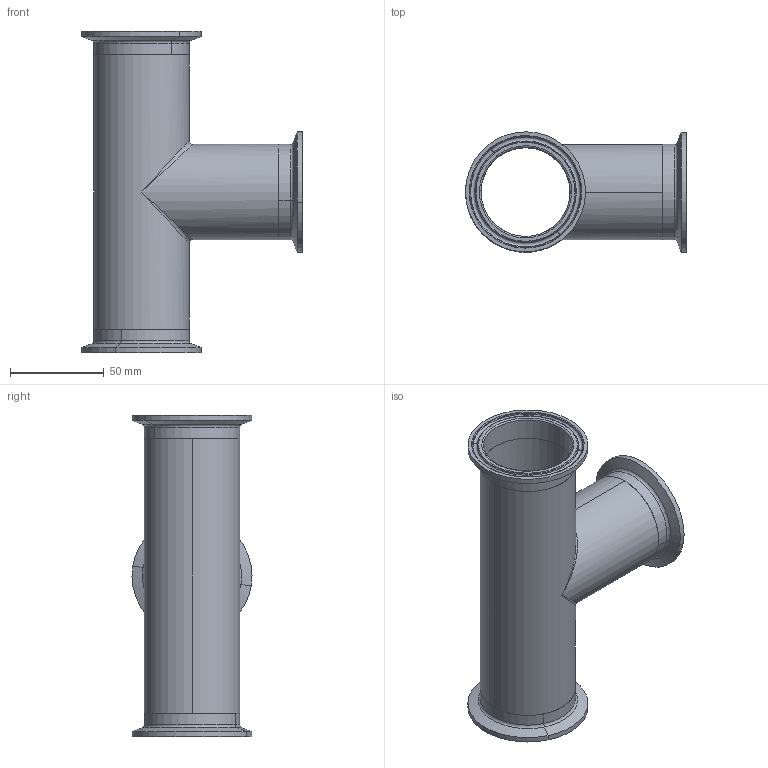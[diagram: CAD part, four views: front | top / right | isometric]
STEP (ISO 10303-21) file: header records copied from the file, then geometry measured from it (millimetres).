
FILE_DESCRIPTION (( 'STEP AP214' ), '1' );
FILE_NAME ('DT18 50.8 B.STEP', '2014-03-17T07:09:27', ( '' ), ( '' ), 'SwSTEP 2.0', 'SolidWorks 2013', '' );
FILE_SCHEMA (( 'AUTOMOTIVE_DESIGN' ));
Length unit declared in the file: inch
Products named in the file (3): DT18 50.8 B; DT18 50.8; 18 50.8
Assembly tree (4 placements, depth 2):
  DT18 50.8 B
    DT18 50.8
    18 50.8  x3
Bounding box: 117.65 x 63.91 x 171.4 mm (x, y, z)
Volume: 69806.6 mm3; surface area: 78963.3 mm2
Topology: 4 solids, 4 shells, 96 faces, 208 edges, 114 vertices
Faces by surface type: torus 36, cylinder 26, cone 18, plane 12, bspline 4
Entity records: 1694 total; most frequent: CARTESIAN_POINT 647, DIRECTION 220, ORIENTED_EDGE 184, AXIS2_PLACEMENT_3D 99, EDGE_CURVE 92, VERTEX_POINT 54, CIRCLE 54, EDGE_LOOP 48
